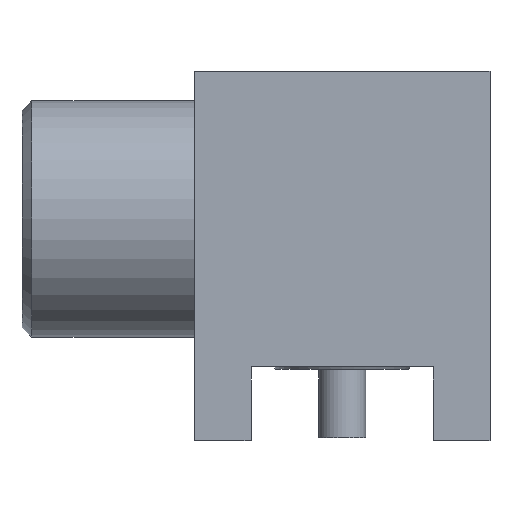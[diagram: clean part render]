
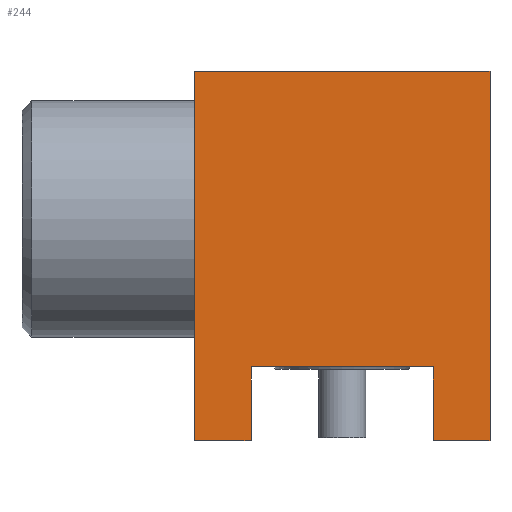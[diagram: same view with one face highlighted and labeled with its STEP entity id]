
A CAD part, front view. The second image highlights one B-rep face of the part: STEP entity #244.
In plain terms, the highlighted planar face has unit normal (0, -1, 0).
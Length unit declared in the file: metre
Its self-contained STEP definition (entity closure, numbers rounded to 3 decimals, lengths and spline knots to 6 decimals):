
#244=ADVANCED_FACE('1:143',(#497),#498,.F.);
#497=FACE_OUTER_BOUND('',#692,.T.);
#498=PLANE('',#693);
#692=EDGE_LOOP('',(#1248,#1249,#1250,#1251,#1252,#1253,#1254,#1255));
#693=AXIS2_PLACEMENT_3D('',#1256,#1257,#1258);
#1248=ORIENTED_EDGE('',*,*,#1548,.T.);
#1249=ORIENTED_EDGE('',*,*,#1543,.F.);
#1250=ORIENTED_EDGE('',*,*,#1564,.F.);
#1251=ORIENTED_EDGE('',*,*,#1538,.F.);
#1252=ORIENTED_EDGE('',*,*,#1570,.F.);
#1253=ORIENTED_EDGE('',*,*,#1571,.F.);
#1254=ORIENTED_EDGE('',*,*,#1572,.F.);
#1255=ORIENTED_EDGE('',*,*,#1547,.F.);
#1256=CARTESIAN_POINT('',(-0.0011,-0.003,-0.0065));
#1257=DIRECTION('',(-0.0,1.0,0.0));
#1258=DIRECTION('',(1.0,0.0,0.0));
#1538=EDGE_CURVE('1:404',#1841,#1843,#1844,.T.);
#1543=EDGE_CURVE('1:383',#1851,#1846,#1853,.T.);
#1547=EDGE_CURVE('1:311',#1859,#1854,#1861,.T.);
#1548=EDGE_CURVE('1:398',#1859,#1846,#1862,.T.);
#1564=EDGE_CURVE('1:401',#1843,#1851,#1885,.T.);
#1570=EDGE_CURVE('1:407',#1892,#1841,#1894,.T.);
#1571=EDGE_CURVE('1:323',#1895,#1892,#1896,.T.);
#1572=EDGE_CURVE('1:314',#1854,#1895,#1897,.T.);
#1841=VERTEX_POINT('',#2172);
#1843=VERTEX_POINT('',#2175);
#1844=LINE('',#2176,#2177);
#1846=VERTEX_POINT('',#2180);
#1851=VERTEX_POINT('',#2187);
#1853=LINE('',#2190,#2191);
#1854=VERTEX_POINT('',#2192);
#1859=VERTEX_POINT('',#2199);
#1861=LINE('',#2202,#2203);
#1862=LINE('',#2204,#2205);
#1885=LINE('',#2243,#2244);
#1892=VERTEX_POINT('',#2255);
#1894=LINE('',#2258,#2259);
#1895=VERTEX_POINT('',#2260);
#1896=LINE('',#2261,#2262);
#1897=LINE('',#2263,#2264);
#2172=CARTESIAN_POINT('',(0.00005,-0.003,-0.0075));
#2175=CARTESIAN_POINT('',(-0.0011,-0.003,-0.0075));
#2176=CARTESIAN_POINT('',(-0.0011,-0.003,-0.0075));
#2177=VECTOR('',#2446,1.0);
#2180=CARTESIAN_POINT('',(0.0049,-0.003,0.0));
#2187=CARTESIAN_POINT('',(-0.0011,-0.003,0.0));
#2190=CARTESIAN_POINT('',(0.0019,-0.003,0.0));
#2191=VECTOR('',#2451,1.0);
#2192=CARTESIAN_POINT('',(0.00375,-0.003,-0.0075));
#2199=CARTESIAN_POINT('',(0.0049,-0.003,-0.0075));
#2202=CARTESIAN_POINT('',(0.001325,-0.003,-0.0075));
#2203=VECTOR('',#2455,1.0);
#2204=CARTESIAN_POINT('',(0.0049,-0.003,-0.004875));
#2205=VECTOR('',#2456,1.0);
#2243=CARTESIAN_POINT('',(-0.0011,-0.003,-0.00325));
#2244=VECTOR('',#2472,1.0);
#2255=CARTESIAN_POINT('',(0.00005,-0.003,-0.006));
#2258=CARTESIAN_POINT('',(0.00005,-0.003,-0.00325));
#2259=VECTOR('',#2478,1.0);
#2260=CARTESIAN_POINT('',(0.00375,-0.003,-0.006));
#2261=CARTESIAN_POINT('',(0.0019,-0.003,-0.006));
#2262=VECTOR('',#2479,1.0);
#2263=CARTESIAN_POINT('',(0.00375,-0.003,-0.00325));
#2264=VECTOR('',#2480,1.0);
#2446=DIRECTION('',(-1.0,0.0,0.0));
#2451=DIRECTION('',(1.0,0.0,0.0));
#2455=DIRECTION('',(-1.0,0.0,0.0));
#2456=DIRECTION('',(0.0,-0.0,1.0));
#2472=DIRECTION('',(-0.0,-0.0,1.0));
#2478=DIRECTION('',(-0.0,-0.0,-1.0));
#2479=DIRECTION('',(-1.0,-0.0,-0.0));
#2480=DIRECTION('',(0.0,0.0,1.0));
